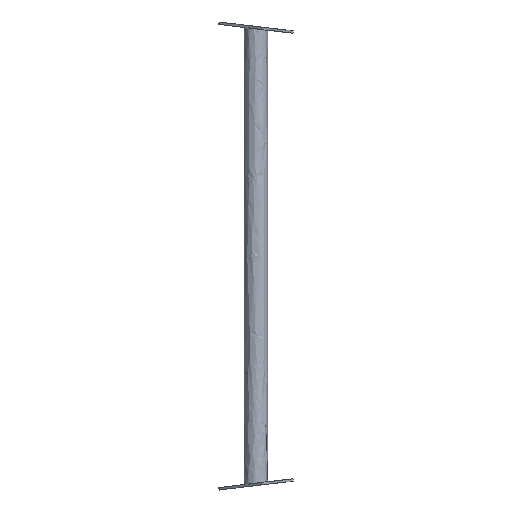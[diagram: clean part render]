
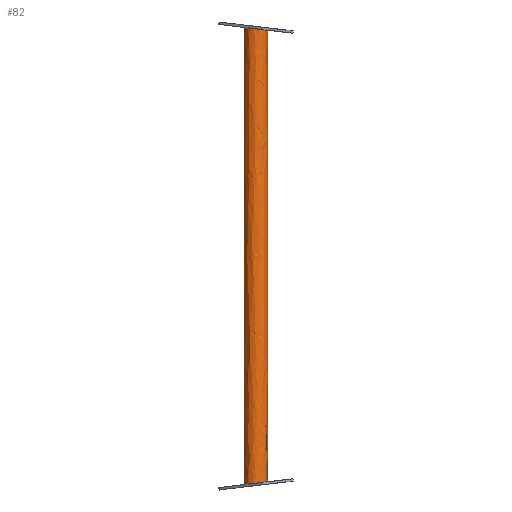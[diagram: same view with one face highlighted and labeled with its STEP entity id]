
A CAD part, front view. The second image highlights one B-rep face of the part: STEP entity #82.
In plain terms, the highlighted free-form (B-spline) face has degree [2, 1] with [9, 2] control points.
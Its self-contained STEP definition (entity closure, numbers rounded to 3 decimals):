
#82=ADVANCED_FACE('',(#128),#803,.T.);
#128=FACE_OUTER_BOUND('',#195,.T.);
#195=EDGE_LOOP('',(#424,#425,#426,#427));
#424=ORIENTED_EDGE('',*,*,#553,.F.);
#425=ORIENTED_EDGE('',*,*,#549,.F.);
#426=ORIENTED_EDGE('',*,*,#552,.F.);
#427=ORIENTED_EDGE('',*,*,#555,.T.);
#549=EDGE_CURVE('',#753,#752,#613,.T.);
#552=EDGE_CURVE('',#756,#753,#616,.T.);
#553=EDGE_CURVE('',#752,#757,#617,.T.);
#555=EDGE_CURVE('',#756,#757,#619,.T.);
#613=B_SPLINE_CURVE_WITH_KNOTS('',3,(#1961,#1962,#1963,#1964,#1965,#1966,
#1967,#1968,#1969,#1970,#1971),.UNSPECIFIED.,.F.,.F.,(4,1,1,1,1,1,1,1,4),
(-1.,-0.875,-0.75,-0.625,-0.5,-0.375,-0.25,-0.125,0.),.UNSPECIFIED.);
#616=B_SPLINE_CURVE_WITH_KNOTS('',1,(#1994,#1995),.UNSPECIFIED.,.F.,.F.,
(2,2),(-777.28,0.),.UNSPECIFIED.);
#617=B_SPLINE_CURVE_WITH_KNOTS('',1,(#1996,#1997),.UNSPECIFIED.,.F.,.F.,
(2,2),(-767.68,0.),.UNSPECIFIED.);
#619=B_SPLINE_CURVE_WITH_KNOTS('',3,(#2009,#2010,#2011,#2012,#2013,#2014,
#2015,#2016,#2017,#2018,#2019),.UNSPECIFIED.,.F.,.F.,(4,1,1,1,1,1,1,1,4),
(-1.,-0.875,-0.75,-0.625,-0.5,-0.375,-0.25,-0.125,0.),.UNSPECIFIED.);
#752=VERTEX_POINT('',#1942);
#753=VERTEX_POINT('',#1943);
#756=VERTEX_POINT('',#1946);
#757=VERTEX_POINT('',#1947);
#803=(
BOUNDED_SURFACE()
B_SPLINE_SURFACE(2,1,((#1887,#1888),(#1889,#1890),(#1891,#1892),(#1893,
#1894),(#1895,#1896),(#1897,#1898),(#1899,#1900),(#1901,#1902),(#1903,#1904)),
 .UNSPECIFIED.,.T.,.F.,.F.)
B_SPLINE_SURFACE_WITH_KNOTS((3,2,2,2,3),(2,2),(0.,1.571,3.142,
4.712,6.283),(0.,935.731),.UNSPECIFIED.)
GEOMETRIC_REPRESENTATION_ITEM()
RATIONAL_B_SPLINE_SURFACE(((1.,1.),(0.707,0.707),
(1.,1.),(0.707,0.707),(1.,1.),(0.707,
0.707),(1.,1.),(0.707,0.707),(1.,1.)))
REPRESENTATION_ITEM('')
SURFACE()
);
#1887=CARTESIAN_POINT('',(-0.238,20.,-467.865));
#1888=CARTESIAN_POINT('',(-0.238,20.,467.865));
#1889=CARTESIAN_POINT('',(-20.238,20.,-467.865));
#1890=CARTESIAN_POINT('',(-20.238,20.,467.865));
#1891=CARTESIAN_POINT('',(-20.238,0.,-467.865));
#1892=CARTESIAN_POINT('',(-20.238,0.,467.865));
#1893=CARTESIAN_POINT('',(-20.238,-20.,-467.865));
#1894=CARTESIAN_POINT('',(-20.238,-20.,467.865));
#1895=CARTESIAN_POINT('',(-0.238,-20.,-467.865));
#1896=CARTESIAN_POINT('',(-0.238,-20.,467.865));
#1897=CARTESIAN_POINT('',(19.762,-20.,-467.865));
#1898=CARTESIAN_POINT('',(19.762,-20.,467.865));
#1899=CARTESIAN_POINT('',(19.762,0.,-467.865));
#1900=CARTESIAN_POINT('',(19.762,0.,467.865));
#1901=CARTESIAN_POINT('',(19.762,20.,-467.865));
#1902=CARTESIAN_POINT('',(19.762,20.,467.865));
#1903=CARTESIAN_POINT('',(-0.238,20.,-467.865));
#1904=CARTESIAN_POINT('',(-0.238,20.,467.865));
#1942=CARTESIAN_POINT('',(19.762,0.,383.84));
#1943=CARTESIAN_POINT('',(-20.238,0.,388.64));
#1946=CARTESIAN_POINT('',(-20.238,0.,-388.64));
#1947=CARTESIAN_POINT('',(19.762,0.,-383.84));
#1961=CARTESIAN_POINT('',(-20.238,0.,388.64));
#1962=CARTESIAN_POINT('',(-20.238,-2.357,388.64));
#1963=CARTESIAN_POINT('',(-19.38,-7.449,388.537));
#1964=CARTESIAN_POINT('',(-14.816,-14.565,387.99));
#1965=CARTESIAN_POINT('',(-7.637,-19.146,387.128));
#1966=CARTESIAN_POINT('',(-0.238,-20.427,386.24));
#1967=CARTESIAN_POINT('',(7.16,-19.146,385.352));
#1968=CARTESIAN_POINT('',(14.34,-14.565,384.491));
#1969=CARTESIAN_POINT('',(18.904,-7.449,383.943));
#1970=CARTESIAN_POINT('',(19.762,-2.357,383.84));
#1971=CARTESIAN_POINT('',(19.762,0.,383.84));
#1994=CARTESIAN_POINT('',(-20.238,0.,-388.64));
#1995=CARTESIAN_POINT('',(-20.238,0.,388.64));
#1996=CARTESIAN_POINT('',(19.762,0.,383.84));
#1997=CARTESIAN_POINT('',(19.762,0.,-383.84));
#2009=CARTESIAN_POINT('',(-20.238,0.,-388.64));
#2010=CARTESIAN_POINT('',(-20.238,-2.357,-388.64));
#2011=CARTESIAN_POINT('',(-19.38,-7.449,-388.537));
#2012=CARTESIAN_POINT('',(-14.816,-14.565,-387.99));
#2013=CARTESIAN_POINT('',(-7.637,-19.146,-387.128));
#2014=CARTESIAN_POINT('',(-0.238,-20.427,-386.24));
#2015=CARTESIAN_POINT('',(7.16,-19.146,-385.352));
#2016=CARTESIAN_POINT('',(14.34,-14.565,-384.491));
#2017=CARTESIAN_POINT('',(18.904,-7.449,-383.943));
#2018=CARTESIAN_POINT('',(19.762,-2.357,-383.84));
#2019=CARTESIAN_POINT('',(19.762,0.,-383.84));
